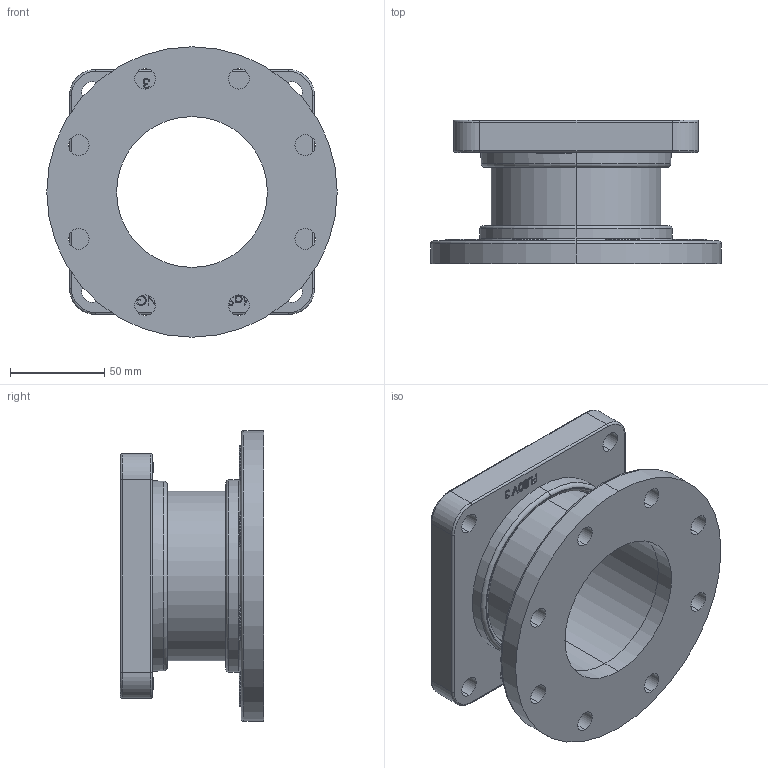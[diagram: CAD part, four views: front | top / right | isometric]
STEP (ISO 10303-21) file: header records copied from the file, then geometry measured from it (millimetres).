
FILE_DESCRIPTION (( 'STEP AP214' ), '1' );
FILE_NAME ('RO80-KRW_251003.STEP', '2013-06-11T06:58:04', ( 'Admin2' ), ( '' ), 'SwSTEP 2.0', 'SolidWorks 2010', '' );
FILE_SCHEMA (( 'AUTOMOTIVE_DESIGN' ));
Length unit declared in the file: millimetre
Products named in the file (1): RO80-KRW_251003
Bounding box: 154 x 76 x 154 mm (x, y, z)
Surface area: 109377.8 mm2 (no closed solid volume)
Topology: 0 solids, 3 shells, 313 faces, 992 edges, 664 vertices
Faces by surface type: plane 133, bspline 72, torus 54, cylinder 48, cone 6
Entity records: 19220 total; most frequent: CARTESIAN_POINT 7530, ORIENTED_EDGE 1684, DIRECTION 1482, EDGE_CURVE 992, VERTEX_POINT 664, LINE 546, VECTOR 546, AXIS2_PLACEMENT_3D 468
